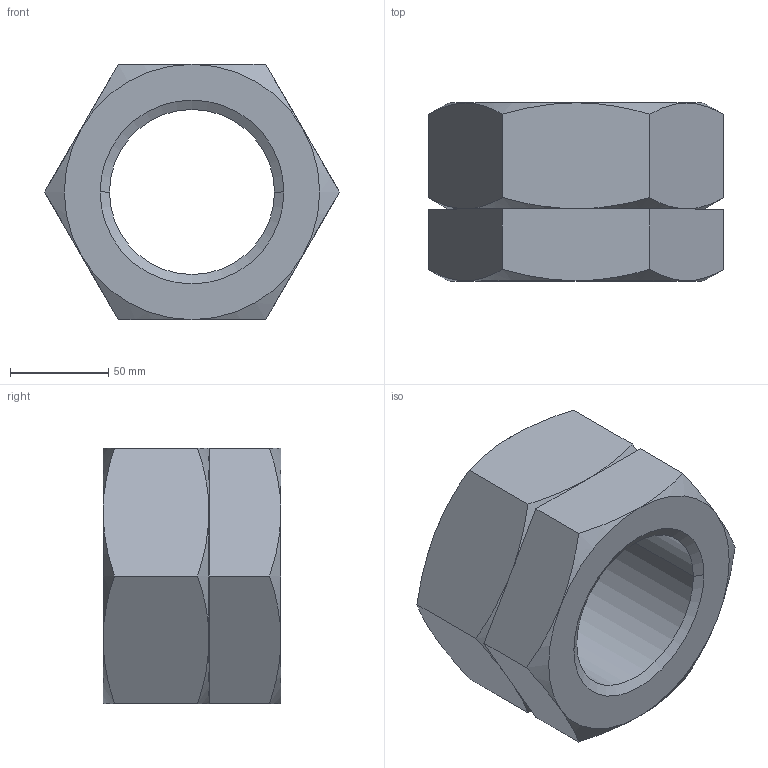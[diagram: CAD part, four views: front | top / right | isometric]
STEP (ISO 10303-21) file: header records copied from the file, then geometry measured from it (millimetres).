
FILE_DESCRIPTION((''),'2;1');
FILE_NAME('0RTHN090_____0','2019-10-29T14:25:48',('kim.bk'),(''),'CREO PARAMETRIC BY PTC INC, 2019010','CREO PARAMETRIC BY PTC INC, 2019010','');
FILE_SCHEMA(('CONFIG_CONTROL_DESIGN'));
Length unit declared in the file: millimetre
Products named in the file (1): 0RTHN090_____0
Bounding box: 150.11 x 90.6 x 130 mm (x, y, z)
Volume: 812111.1 mm3; surface area: 109463.4 mm2
Topology: 2 solids, 2 shells, 357 faces, 992 edges, 656 vertices
Faces by surface type: plane 327, cone 26, cylinder 4
Entity records: 11408 total; most frequent: CARTESIAN_POINT 2245, ORIENTED_EDGE 1984, DIRECTION 1708, EDGE_CURVE 992, VECTOR 918, LINE 918, VERTEX_POINT 656, AXIS2_PLACEMENT_3D 395
